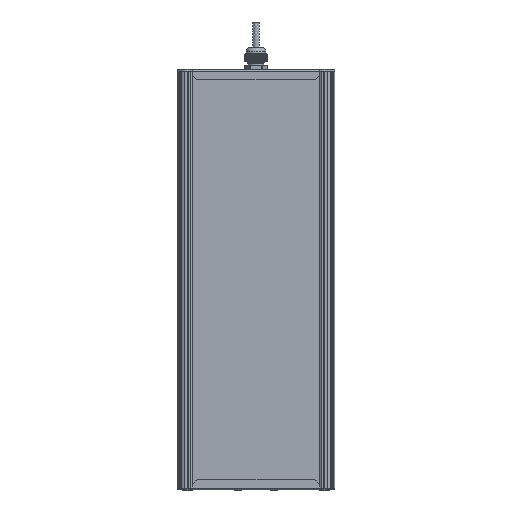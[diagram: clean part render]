
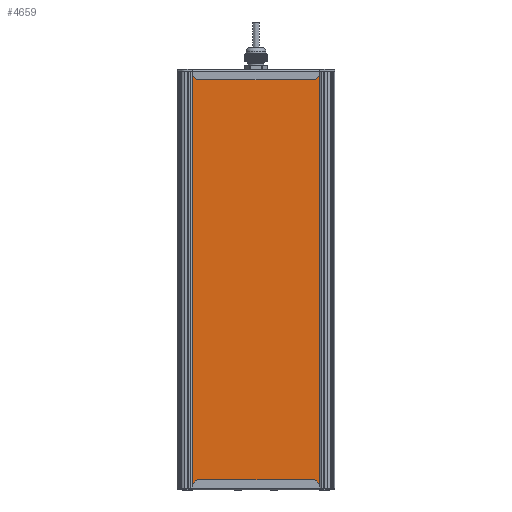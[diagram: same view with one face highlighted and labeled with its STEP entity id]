
A CAD part, front view. The second image highlights one B-rep face of the part: STEP entity #4659.
In plain terms, the highlighted face is planar.
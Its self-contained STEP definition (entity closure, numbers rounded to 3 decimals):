
#4659=ADVANCED_FACE('',(#15554),#15556,.T.);
#15554=FACE_BOUND('',#15555,.T.);
#15555=EDGE_LOOP('',(#46310,#46311,#46312,#46313));
#15556=PLANE('',#15557);
#15557=AXIS2_PLACEMENT_3D('',#15558,#15559,#15560);
#15558=CARTESIAN_POINT('',(2111.497,401.002,-34.582));
#15559=DIRECTION('',(0.,0.,-1.));
#15560=DIRECTION('',(0.,1.,0.));
#46310=ORIENTED_EDGE('',*,*,#55196,.F.);
#46311=ORIENTED_EDGE('',*,*,#55195,.T.);
#46312=ORIENTED_EDGE('',*,*,#55197,.F.);
#46313=ORIENTED_EDGE('',*,*,#55198,.F.);
#55195=EDGE_CURVE('',#61931,#61935,#61937,.T.);
#55196=EDGE_CURVE('',#61931,#61938,#61939,.T.);
#55197=EDGE_CURVE('',#61940,#61935,#61941,.T.);
#55198=EDGE_CURVE('',#61938,#61940,#61942,.T.);
#61931=VERTEX_POINT('',#82561);
#61935=VERTEX_POINT('',#82569);
#61937=LINE('',#82573,#82574);
#61938=VERTEX_POINT('',#82576);
#61939=LINE('',#82577,#82578);
#61940=VERTEX_POINT('',#82580);
#61941=LINE('',#82581,#82582);
#61942=LINE('',#82584,#82585);
#82561=CARTESIAN_POINT('',(2111.497,565.13,-34.582));
#82569=CARTESIAN_POINT('',(2607.497,565.13,-34.582));
#82573=CARTESIAN_POINT('',(2111.497,565.13,-34.582));
#82574=VECTOR('',#82575,1.);
#82575=DIRECTION('',(1.,0.,0.));
#82576=CARTESIAN_POINT('',(2111.497,401.002,-34.582));
#82577=CARTESIAN_POINT('',(2111.497,565.13,-34.582));
#82578=VECTOR('',#82579,1.);
#82579=DIRECTION('',(0.,-1.,0.));
#82580=CARTESIAN_POINT('',(2607.497,401.002,-34.582));
#82581=CARTESIAN_POINT('',(2607.497,401.002,-34.582));
#82582=VECTOR('',#82583,1.);
#82583=DIRECTION('',(0.,1.,0.));
#82584=CARTESIAN_POINT('',(2111.497,401.002,-34.582));
#82585=VECTOR('',#82586,1.);
#82586=DIRECTION('',(1.,0.,0.));
